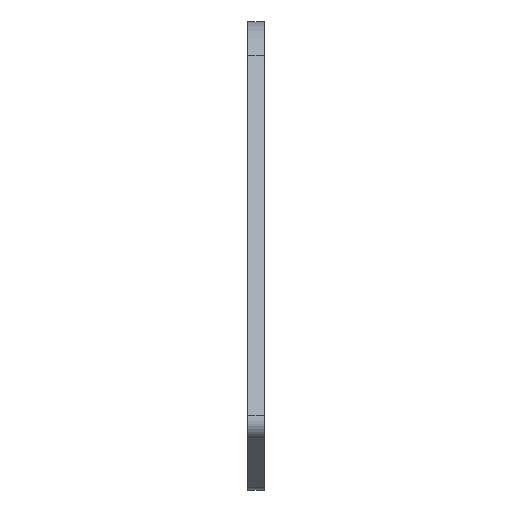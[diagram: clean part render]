
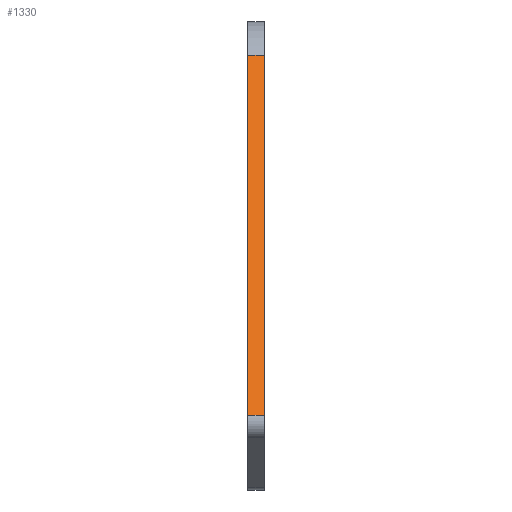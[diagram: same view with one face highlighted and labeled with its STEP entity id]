
A CAD part, left-side view. The second image highlights one B-rep face of the part: STEP entity #1330.
In plain terms, the highlighted planar face has unit normal (-0.866, 0, 0.5).
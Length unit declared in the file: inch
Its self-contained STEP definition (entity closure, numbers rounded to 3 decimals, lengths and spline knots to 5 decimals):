
#21 = CARTESIAN_POINT ( 'NONE',  ( -0.43301, 0.125, 0.25 ) ) ;
#36 = EDGE_CURVE ( 'NONE', #236, #694, #683, .T. ) ;
#70 = ORIENTED_EDGE ( 'NONE', *, *, #570, .T. ) ;
#207 = EDGE_CURVE ( 'NONE', #694, #1237, #509, .T. ) ;
#236 = VERTEX_POINT ( 'NONE', #403 ) ;
#242 = CARTESIAN_POINT ( 'NONE',  ( -0.28868, 0., 0.5 ) ) ;
#349 = PLANE ( 'NONE',  #401 ) ;
#387 = EDGE_LOOP ( 'NONE', ( #499, #70, #616, #1474 ) ) ;
#401 = AXIS2_PLACEMENT_3D ( 'NONE', #1505, #1513, #1057 ) ;
#403 = CARTESIAN_POINT ( 'NONE',  ( -1.99551, 0., -2.45633 ) ) ;
#487 = DIRECTION ( 'NONE',  ( 0., 1., 0. ) ) ;
#499 = ORIENTED_EDGE ( 'NONE', *, *, #953, .F. ) ;
#509 = LINE ( 'NONE', #21, #606 ) ;
#546 = CARTESIAN_POINT ( 'NONE',  ( -1.99551, 0.125, -2.45633 ) ) ;
#570 = EDGE_CURVE ( 'NONE', #857, #236, #1157, .T. ) ;
#571 = CARTESIAN_POINT ( 'NONE',  ( -1.99551, 0.125, -2.45633 ) ) ;
#606 = VECTOR ( 'NONE', #487, 39.37008 ) ;
#616 = ORIENTED_EDGE ( 'NONE', *, *, #36, .T. ) ;
#676 = CARTESIAN_POINT ( 'NONE',  ( -0.43301, 0.125, 0.25 ) ) ;
#683 = LINE ( 'NONE', #242, #1479 ) ;
#694 = VERTEX_POINT ( 'NONE', #1195 ) ;
#826 = CARTESIAN_POINT ( 'NONE',  ( -0.28868, 0.125, 0.5 ) ) ;
#857 = VERTEX_POINT ( 'NONE', #546 ) ;
#928 = VECTOR ( 'NONE', #1417, 39.37008 ) ;
#953 = EDGE_CURVE ( 'NONE', #857, #1237, #965, .T. ) ;
#965 = LINE ( 'NONE', #826, #928 ) ;
#1057 = DIRECTION ( 'NONE',  ( -0.5, 0., -0.866 ) ) ;
#1120 = VECTOR ( 'NONE', #1393, 39.37008 ) ;
#1157 = LINE ( 'NONE', #571, #1120 ) ;
#1195 = CARTESIAN_POINT ( 'NONE',  ( -0.43301, 0., 0.25 ) ) ;
#1237 = VERTEX_POINT ( 'NONE', #676 ) ;
#1295 = FACE_OUTER_BOUND ( 'NONE', #387, .T. ) ;
#1330 = ADVANCED_FACE ( 'NONE', ( #1295 ), #349, .F. ) ;
#1377 = DIRECTION ( 'NONE',  ( 0.5, 0., 0.866 ) ) ;
#1393 = DIRECTION ( 'NONE',  ( 0., -1., 0. ) ) ;
#1417 = DIRECTION ( 'NONE',  ( 0.5, 0., 0.866 ) ) ;
#1474 = ORIENTED_EDGE ( 'NONE', *, *, #207, .T. ) ;
#1479 = VECTOR ( 'NONE', #1377, 39.37008 ) ;
#1505 = CARTESIAN_POINT ( 'NONE',  ( -0.28868, 0.125, 0.5 ) ) ;
#1513 = DIRECTION ( 'NONE',  ( 0.866, 0., -0.5 ) ) ;
